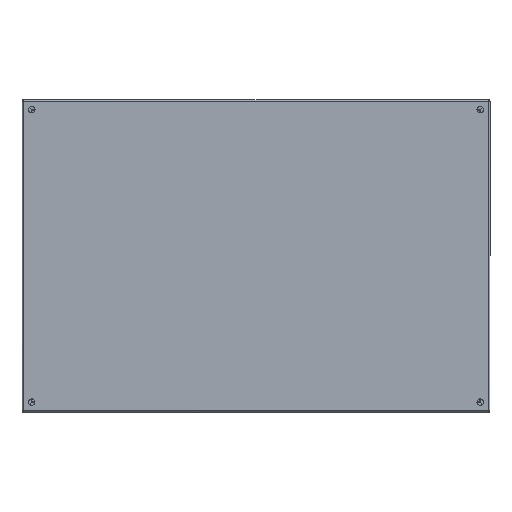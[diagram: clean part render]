
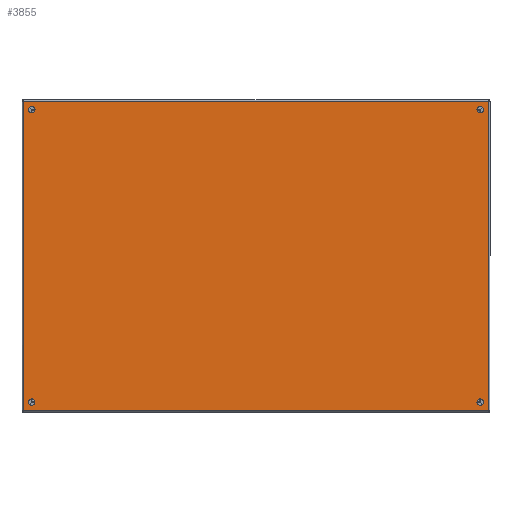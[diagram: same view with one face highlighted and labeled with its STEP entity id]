
A CAD part, top view. The second image highlights one B-rep face of the part: STEP entity #3855.
In plain terms, the highlighted face is planar.
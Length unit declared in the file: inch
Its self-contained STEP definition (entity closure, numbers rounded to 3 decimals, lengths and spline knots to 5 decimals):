
#169 = AXIS2_PLACEMENT_3D ( 'NONE', #10106, #21962, #22908 ) ;
#201 = ORIENTED_EDGE ( 'NONE', *, *, #13783, .F. ) ;
#325 = EDGE_CURVE ( 'NONE', #2912, #31823, #6329, .T. ) ;
#446 = AXIS2_PLACEMENT_3D ( 'NONE', #29035, #2785, #43736 ) ;
#815 = DIRECTION ( 'NONE',  ( 0., -1., 0. ) ) ;
#2580 = ORIENTED_EDGE ( 'NONE', *, *, #19964, .F. ) ;
#2785 = DIRECTION ( 'NONE',  ( -1., 0., 0. ) ) ;
#2912 = VERTEX_POINT ( 'NONE', #18693 ) ;
#3012 = AXIS2_PLACEMENT_3D ( 'NONE', #29970, #7353, #4709 ) ;
#3310 = VERTEX_POINT ( 'NONE', #10335 ) ;
#3855 = ADVANCED_FACE ( 'NONE', ( #36250, #10231, #39583, #18702, #7602 ), #37669, .F. ) ;
#4445 = LINE ( 'NONE', #5166, #27193 ) ;
#4667 = DIRECTION ( 'NONE',  ( 0., 1., 0. ) ) ;
#4709 = DIRECTION ( 'NONE',  ( 0., -1., 0. ) ) ;
#4917 = CARTESIAN_POINT ( 'NONE',  ( 0., 35.25, -11.25 ) ) ;
#4994 = EDGE_CURVE ( 'NONE', #47142, #23010, #43905, .T. ) ;
#5166 = CARTESIAN_POINT ( 'NONE',  ( 0., 0.072, 11.892 ) ) ;
#5387 = CARTESIAN_POINT ( 'NONE',  ( 0., 0.072, -11.892 ) ) ;
#5789 = VECTOR ( 'NONE', #14777, 39.37008 ) ;
#6286 = CARTESIAN_POINT ( 'NONE',  ( 0., 0.108, -11.892 ) ) ;
#6329 = CIRCLE ( 'NONE', #38585, 0.25 ) ;
#6965 = VERTEX_POINT ( 'NONE', #6286 ) ;
#6976 = CARTESIAN_POINT ( 'NONE',  ( 0., 35.25, 11.25 ) ) ;
#7047 = DIRECTION ( 'NONE',  ( -1., 0., 0. ) ) ;
#7353 = DIRECTION ( 'NONE',  ( 1., 0., 0. ) ) ;
#7602 = FACE_BOUND ( 'NONE', #8824, .T. ) ;
#7625 = CARTESIAN_POINT ( 'NONE',  ( 0., 0.5, -11.25 ) ) ;
#7865 = VERTEX_POINT ( 'NONE', #41043 ) ;
#8132 = ORIENTED_EDGE ( 'NONE', *, *, #4994, .F. ) ;
#8261 = LINE ( 'NONE', #5387, #43967 ) ;
#8591 = AXIS2_PLACEMENT_3D ( 'NONE', #14486, #29373, #15203 ) ;
#8824 = EDGE_LOOP ( 'NONE', ( #37277, #2580 ) ) ;
#9348 = AXIS2_PLACEMENT_3D ( 'NONE', #10390, #7047, #36430 ) ;
#9625 = ORIENTED_EDGE ( 'NONE', *, *, #33738, .F. ) ;
#9859 = EDGE_CURVE ( 'NONE', #6965, #47142, #8261, .T. ) ;
#10106 = CARTESIAN_POINT ( 'NONE',  ( 0., 0.75, -11.25 ) ) ;
#10231 = FACE_OUTER_BOUND ( 'NONE', #25206, .T. ) ;
#10335 = CARTESIAN_POINT ( 'NONE',  ( 0., 1., -11.25 ) ) ;
#10390 = CARTESIAN_POINT ( 'NONE',  ( 0., 35.25, -11.25 ) ) ;
#10679 = AXIS2_PLACEMENT_3D ( 'NONE', #45854, #30417, #45628 ) ;
#11879 = DIRECTION ( 'NONE',  ( -1., 0., 0. ) ) ;
#12552 = CARTESIAN_POINT ( 'NONE',  ( 0., 35.892, -11.892 ) ) ;
#13095 = DIRECTION ( 'NONE',  ( 0., 0., -1. ) ) ;
#13702 = CIRCLE ( 'NONE', #46731, 0.25 ) ;
#13783 = EDGE_CURVE ( 'NONE', #46602, #7865, #13702, .T. ) ;
#14486 = CARTESIAN_POINT ( 'NONE',  ( 0., 0.75, -11.25 ) ) ;
#14777 = DIRECTION ( 'NONE',  ( 0., 0., 1. ) ) ;
#15026 = ORIENTED_EDGE ( 'NONE', *, *, #26703, .F. ) ;
#15203 = DIRECTION ( 'NONE',  ( 0., 1., 0. ) ) ;
#15802 = ORIENTED_EDGE ( 'NONE', *, *, #30588, .F. ) ;
#17837 = DIRECTION ( 'NONE',  ( -1., 0., 0. ) ) ;
#18693 = CARTESIAN_POINT ( 'NONE',  ( 0., 35.5, -11.25 ) ) ;
#18702 = FACE_BOUND ( 'NONE', #20658, .T. ) ;
#19964 = EDGE_CURVE ( 'NONE', #31823, #2912, #34726, .T. ) ;
#20097 = EDGE_LOOP ( 'NONE', ( #44033, #44536 ) ) ;
#20658 = EDGE_LOOP ( 'NONE', ( #15802, #29323 ) ) ;
#20994 = CIRCLE ( 'NONE', #169, 0.25 ) ;
#21268 = CIRCLE ( 'NONE', #446, 0.25 ) ;
#21962 = DIRECTION ( 'NONE',  ( -1., 0., 0. ) ) ;
#22258 = CIRCLE ( 'NONE', #10679, 0.25 ) ;
#22438 = CIRCLE ( 'NONE', #8591, 0.25 ) ;
#22908 = DIRECTION ( 'NONE',  ( 0., 1., 0. ) ) ;
#23010 = VERTEX_POINT ( 'NONE', #29562 ) ;
#23814 = CARTESIAN_POINT ( 'NONE',  ( 0., 0.5, 11.25 ) ) ;
#23928 = CARTESIAN_POINT ( 'NONE',  ( 0., 0.108, 11.928 ) ) ;
#24262 = EDGE_CURVE ( 'NONE', #23010, #36146, #4445, .T. ) ;
#25206 = EDGE_LOOP ( 'NONE', ( #9625, #41380, #8132, #27896 ) ) ;
#25504 = CARTESIAN_POINT ( 'NONE',  ( 0., 0.75, 11.25 ) ) ;
#26703 = EDGE_CURVE ( 'NONE', #7865, #46602, #21268, .T. ) ;
#27193 = VECTOR ( 'NONE', #815, 39.37008 ) ;
#27321 = CARTESIAN_POINT ( 'NONE',  ( 0., 35., -11.25 ) ) ;
#27896 = ORIENTED_EDGE ( 'NONE', *, *, #9859, .F. ) ;
#29035 = CARTESIAN_POINT ( 'NONE',  ( 0., 35.25, 11.25 ) ) ;
#29323 = ORIENTED_EDGE ( 'NONE', *, *, #44747, .F. ) ;
#29373 = DIRECTION ( 'NONE',  ( -1., 0., 0. ) ) ;
#29562 = CARTESIAN_POINT ( 'NONE',  ( 0., 35.892, 11.892 ) ) ;
#29970 = CARTESIAN_POINT ( 'NONE',  ( 0., 0.072, 11.928 ) ) ;
#30417 = DIRECTION ( 'NONE',  ( -1., 0., 0. ) ) ;
#30588 = EDGE_CURVE ( 'NONE', #3310, #46535, #22438, .T. ) ;
#31823 = VERTEX_POINT ( 'NONE', #27321 ) ;
#32057 = EDGE_LOOP ( 'NONE', ( #15026, #201 ) ) ;
#33342 = CARTESIAN_POINT ( 'NONE',  ( 0., 1., 11.25 ) ) ;
#33565 = VERTEX_POINT ( 'NONE', #33342 ) ;
#33738 = EDGE_CURVE ( 'NONE', #36146, #6965, #35475, .T. ) ;
#34442 = AXIS2_PLACEMENT_3D ( 'NONE', #25504, #40200, #45320 ) ;
#34533 = DIRECTION ( 'NONE',  ( 0., 1., 0. ) ) ;
#34726 = CIRCLE ( 'NONE', #9348, 0.25 ) ;
#35475 = LINE ( 'NONE', #23928, #37993 ) ;
#35514 = CARTESIAN_POINT ( 'NONE',  ( 0., 35., 11.25 ) ) ;
#36146 = VERTEX_POINT ( 'NONE', #42106 ) ;
#36250 = FACE_BOUND ( 'NONE', #20097, .T. ) ;
#36430 = DIRECTION ( 'NONE',  ( 0., 1., 0. ) ) ;
#36580 = DIRECTION ( 'NONE',  ( 0., 1., 0. ) ) ;
#36908 = CARTESIAN_POINT ( 'NONE',  ( 0., 35.892, 11.928 ) ) ;
#37277 = ORIENTED_EDGE ( 'NONE', *, *, #325, .F. ) ;
#37492 = EDGE_CURVE ( 'NONE', #43145, #33565, #22258, .T. ) ;
#37669 = PLANE ( 'NONE',  #3012 ) ;
#37993 = VECTOR ( 'NONE', #13095, 39.37008 ) ;
#38248 = CIRCLE ( 'NONE', #34442, 0.25 ) ;
#38585 = AXIS2_PLACEMENT_3D ( 'NONE', #4917, #11879, #34533 ) ;
#39583 = FACE_BOUND ( 'NONE', #32057, .T. ) ;
#39666 = EDGE_CURVE ( 'NONE', #33565, #43145, #38248, .T. ) ;
#40200 = DIRECTION ( 'NONE',  ( -1., 0., 0. ) ) ;
#41043 = CARTESIAN_POINT ( 'NONE',  ( 0., 35.5, 11.25 ) ) ;
#41380 = ORIENTED_EDGE ( 'NONE', *, *, #24262, .F. ) ;
#42106 = CARTESIAN_POINT ( 'NONE',  ( 0., 0.108, 11.892 ) ) ;
#43145 = VERTEX_POINT ( 'NONE', #23814 ) ;
#43736 = DIRECTION ( 'NONE',  ( 0., 1., 0. ) ) ;
#43905 = LINE ( 'NONE', #36908, #5789 ) ;
#43967 = VECTOR ( 'NONE', #4667, 39.37008 ) ;
#44033 = ORIENTED_EDGE ( 'NONE', *, *, #39666, .F. ) ;
#44536 = ORIENTED_EDGE ( 'NONE', *, *, #37492, .F. ) ;
#44747 = EDGE_CURVE ( 'NONE', #46535, #3310, #20994, .T. ) ;
#45320 = DIRECTION ( 'NONE',  ( 0., 1., 0. ) ) ;
#45628 = DIRECTION ( 'NONE',  ( 0., 1., 0. ) ) ;
#45854 = CARTESIAN_POINT ( 'NONE',  ( 0., 0.75, 11.25 ) ) ;
#46535 = VERTEX_POINT ( 'NONE', #7625 ) ;
#46602 = VERTEX_POINT ( 'NONE', #35514 ) ;
#46731 = AXIS2_PLACEMENT_3D ( 'NONE', #6976, #17837, #36580 ) ;
#47142 = VERTEX_POINT ( 'NONE', #12552 ) ;
